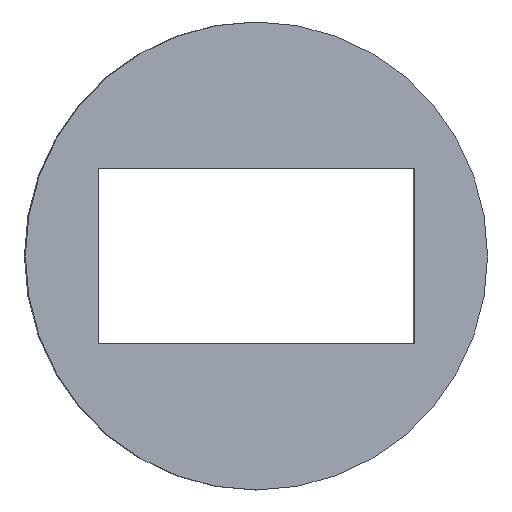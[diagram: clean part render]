
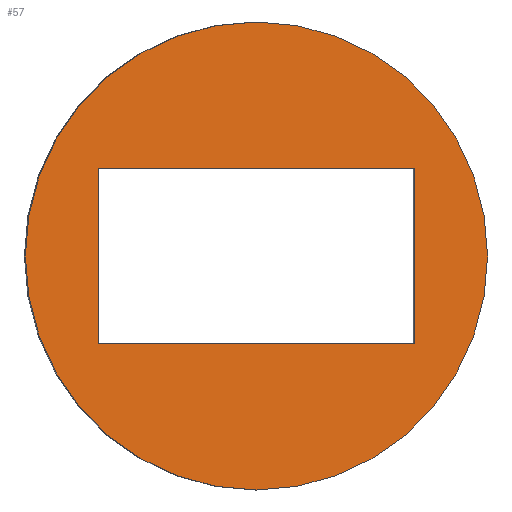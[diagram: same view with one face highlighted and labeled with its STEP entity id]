
A CAD part, left-side view. The second image highlights one B-rep face of the part: STEP entity #57.
In plain terms, the highlighted planar face has unit normal (-0.988, -0.156, 0).
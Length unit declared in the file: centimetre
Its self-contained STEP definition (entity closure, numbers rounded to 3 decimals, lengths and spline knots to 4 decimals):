
#57=ADVANCED_FACE('',(#122,#123),#124,.T.);
#61=EDGE_CURVE('',#129,#130,#131,.T.);
#67=EDGE_CURVE('',#141,#138,#142,.T.);
#73=EDGE_CURVE('',#138,#148,#151,.T.);
#77=EDGE_CURVE('',#148,#154,#157,.T.);
#81=EDGE_CURVE('',#130,#129,#161,.T.);
#83=EDGE_CURVE('',#154,#141,#163,.T.);
#122=FACE_OUTER_BOUND('',#192,.T.);
#123=FACE_BOUND('',#193,.T.);
#124=PLANE('',#194);
#129=VERTEX_POINT('',#200);
#130=VERTEX_POINT('',#201);
#131=CIRCLE('',#202,20.5);
#138=VERTEX_POINT('',#211);
#141=VERTEX_POINT('',#216);
#142=LINE('',#217,#218);
#148=VERTEX_POINT('',#227);
#151=LINE('',#232,#233);
#154=VERTEX_POINT('',#237);
#157=LINE('',#242,#243);
#161=CIRCLE('',#249,20.5);
#163=LINE('',#252,#253);
#192=EDGE_LOOP('',(#307,#308));
#193=EDGE_LOOP('',(#309,#310,#311,#312));
#194=AXIS2_PLACEMENT_3D('',#313,#314,#315);
#200=CARTESIAN_POINT('',(-601.2305,-74.47,0.));
#201=CARTESIAN_POINT('',(-594.8167,-114.9652,0.));
#202=AXIS2_PLACEMENT_3D('',#324,#325,#326);
#211=CARTESIAN_POINT('',(-600.2136,-80.89,7.7));
#216=CARTESIAN_POINT('',(-600.2136,-80.89,-7.7));
#217=CARTESIAN_POINT('',(-600.2136,-80.89,0.0));
#218=VECTOR('',#331,0.001);
#227=CARTESIAN_POINT('',(-595.8335,-108.5453,7.7));
#232=CARTESIAN_POINT('',(-598.0236,-94.7176,7.7));
#233=VECTOR('',#334,0.001);
#237=CARTESIAN_POINT('',(-595.8335,-108.5453,-7.7));
#242=CARTESIAN_POINT('',(-595.8335,-108.5453,0.0));
#243=VECTOR('',#336,0.001);
#249=AXIS2_PLACEMENT_3D('',#340,#341,#342);
#252=CARTESIAN_POINT('',(-598.0236,-94.7176,-7.7));
#253=VECTOR('',#343,0.001);
#307=ORIENTED_EDGE('',*,*,#81,.T.);
#308=ORIENTED_EDGE('',*,*,#61,.T.);
#309=ORIENTED_EDGE('',*,*,#73,.T.);
#310=ORIENTED_EDGE('',*,*,#77,.T.);
#311=ORIENTED_EDGE('',*,*,#83,.T.);
#312=ORIENTED_EDGE('',*,*,#67,.T.);
#313=CARTESIAN_POINT('',(-598.0236,-94.7176,0.0));
#314=DIRECTION('',(-0.988,-0.156,0.0));
#315=DIRECTION('',(0.156,-0.988,0.0));
#324=CARTESIAN_POINT('',(-598.0236,-94.7176,0.));
#325=DIRECTION('',(-0.988,-0.156,0.0));
#326=DIRECTION('',(0.156,-0.988,0.0));
#331=DIRECTION('',(0.0,0.0,1.0));
#334=DIRECTION('',(0.156,-0.988,0.0));
#336=DIRECTION('',(0.0,0.0,-1.0));
#340=CARTESIAN_POINT('',(-598.0236,-94.7176,0.));
#341=DIRECTION('',(-0.988,-0.156,0.0));
#342=DIRECTION('',(0.156,-0.988,0.0));
#343=DIRECTION('',(-0.156,0.988,0.0));
